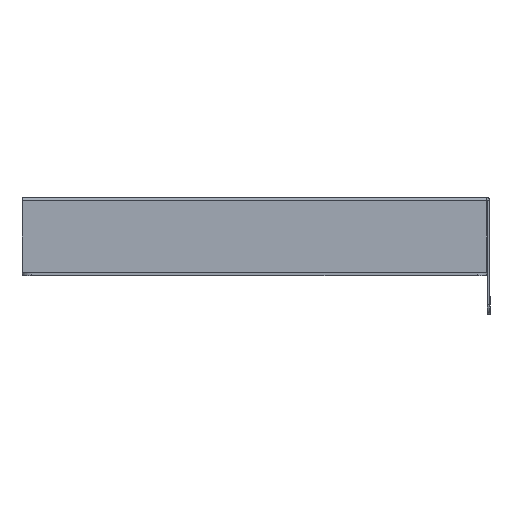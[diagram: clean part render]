
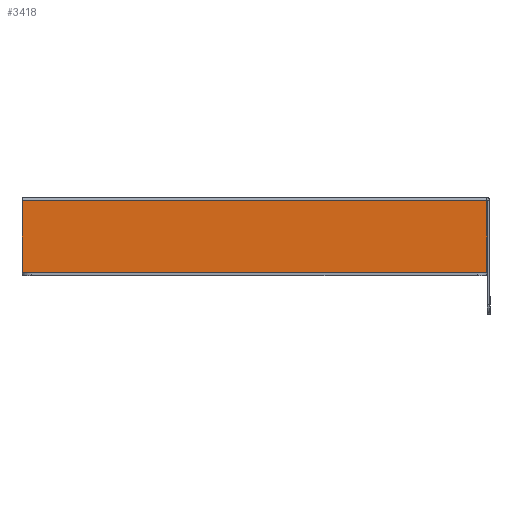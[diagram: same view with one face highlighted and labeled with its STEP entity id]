
A CAD part, left-side view. The second image highlights one B-rep face of the part: STEP entity #3418.
In plain terms, the highlighted planar face has unit normal (-1, 0, 0).
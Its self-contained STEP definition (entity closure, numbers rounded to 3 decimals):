
#64 = AXIS2_PLACEMENT_3D ( 'NONE', #1124, #1108, #1107 ) ;
#1107 = DIRECTION ( 'NONE',  ( 0., 0., -1. ) ) ;
#1108 = DIRECTION ( 'NONE',  ( 1., 0., 0. ) ) ;
#1111 = PLANE ( 'NONE',  #64 ) ;
#1112 = FACE_OUTER_BOUND ( 'NONE', #2293, .T. ) ;
#1124 = CARTESIAN_POINT ( 'NONE',  ( -324., -119.15, -1.5 ) ) ;
#1469 = CARTESIAN_POINT ( 'NONE',  ( -324., -119.15, -38.4 ) ) ;
#1493 = CARTESIAN_POINT ( 'NONE',  ( -324., 119.25, -38.4 ) ) ;
#1511 = CARTESIAN_POINT ( 'NONE',  ( -324., -119.15, -1.6 ) ) ;
#1521 = CARTESIAN_POINT ( 'NONE',  ( -324., 119.25, -1.6 ) ) ;
#1851 = DIRECTION ( 'NONE',  ( 0., -1., 0. ) ) ;
#1852 = CARTESIAN_POINT ( 'NONE',  ( -324., -119.15, -1.6 ) ) ;
#1854 = LINE ( 'NONE', #1852, #3354 ) ;
#1855 = DIRECTION ( 'NONE',  ( 0., 1., 0. ) ) ;
#1857 = CARTESIAN_POINT ( 'NONE',  ( -324., -119.15, -38.4 ) ) ;
#1860 = LINE ( 'NONE', #1857, #3355 ) ;
#1861 = DIRECTION ( 'NONE',  ( 0., 0., 1. ) ) ;
#1862 = CARTESIAN_POINT ( 'NONE',  ( -324., -119.15, -1.5 ) ) ;
#1864 = LINE ( 'NONE', #1862, #3356 ) ;
#1882 = DIRECTION ( 'NONE',  ( 0., 0., -1. ) ) ;
#1884 = CARTESIAN_POINT ( 'NONE',  ( -324., 119.25, -38.5 ) ) ;
#1919 = LINE ( 'NONE', #1884, #3364 ) ;
#2135 = EDGE_CURVE ( 'NONE', #2262, #2865, #1919, .T. ) ;
#2141 = EDGE_CURVE ( 'NONE', #2886, #2272, #1864, .T. ) ;
#2142 = EDGE_CURVE ( 'NONE', #2886, #2865, #1860, .T. ) ;
#2143 = EDGE_CURVE ( 'NONE', #2262, #2272, #1854, .T. ) ;
#2262 = VERTEX_POINT ( 'NONE', #1521 ) ;
#2272 = VERTEX_POINT ( 'NONE', #1511 ) ;
#2293 = EDGE_LOOP ( 'NONE', ( #3200, #3201, #3202, #3203 ) ) ;
#2865 = VERTEX_POINT ( 'NONE', #1493 ) ;
#2886 = VERTEX_POINT ( 'NONE', #1469 ) ;
#3200 = ORIENTED_EDGE ( 'NONE', *, *, #2142, .F. ) ;
#3201 = ORIENTED_EDGE ( 'NONE', *, *, #2141, .T. ) ;
#3202 = ORIENTED_EDGE ( 'NONE', *, *, #2143, .F. ) ;
#3203 = ORIENTED_EDGE ( 'NONE', *, *, #2135, .T. ) ;
#3354 = VECTOR ( 'NONE', #1851, 1000. ) ;
#3355 = VECTOR ( 'NONE', #1855, 1000. ) ;
#3356 = VECTOR ( 'NONE', #1861, 1000. ) ;
#3364 = VECTOR ( 'NONE', #1882, 1000. ) ;
#3418 = ADVANCED_FACE ( 'NONE', ( #1112 ), #1111, .F. ) ;
